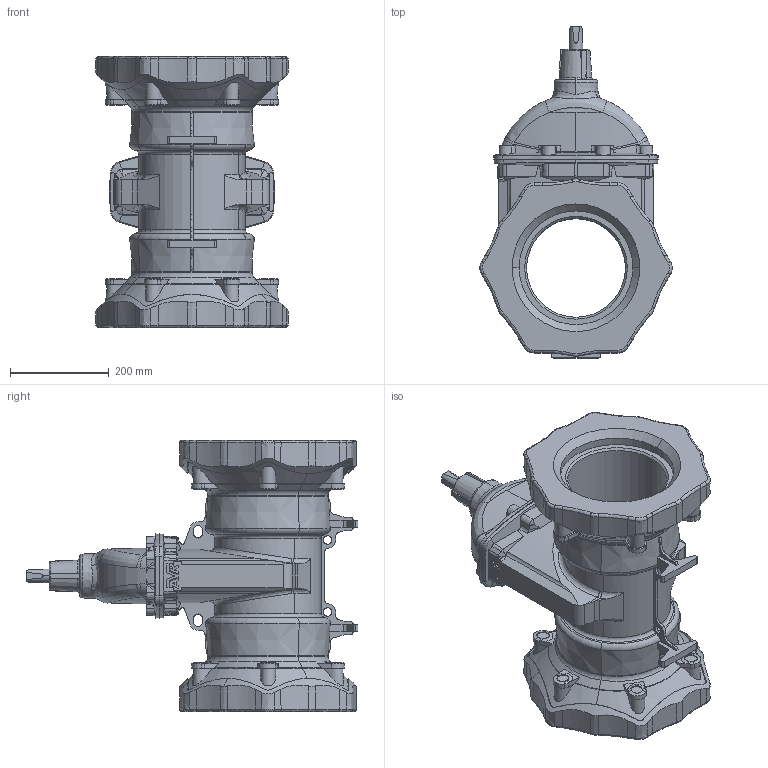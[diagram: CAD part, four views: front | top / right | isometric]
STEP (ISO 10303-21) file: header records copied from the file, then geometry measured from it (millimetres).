
FILE_DESCRIPTION (( 'STEP AP203' ), '1' );
FILE_NAME ('O_636_00_DN200_AA0_step.step', '2015-10-29T10:17:51', ( 'Windows User' ), ( 'AVK' ), 'SwSTEP 2.0', 'SolidWorks 2012', '' );
FILE_SCHEMA (( 'CONFIG_CONTROL_DESIGN' ));
Length unit declared in the file: millimetre
Products named in the file (1): O_636_00_DN200_AA0_step
Bounding box: 389.17 x 671.86 x 549 mm (x, y, z)
Volume: 23908495.1 mm3; surface area: 1354471.9 mm2
Topology: 1 solids, 1 shells, 1036 faces, 2765 edges, 1726 vertices
Faces by surface type: bspline 314, plane 282, cylinder 224, cone 114, torus 94, sphere 8
Entity records: 50356 total; most frequent: CARTESIAN_POINT 27093, ORIENTED_EDGE 5506, DIRECTION 4041, EDGE_CURVE 2753, VERTEX_POINT 1726, AXIS2_PLACEMENT_3D 1544, EDGE_LOOP 1053, FACE_OUTER_BOUND 1036
